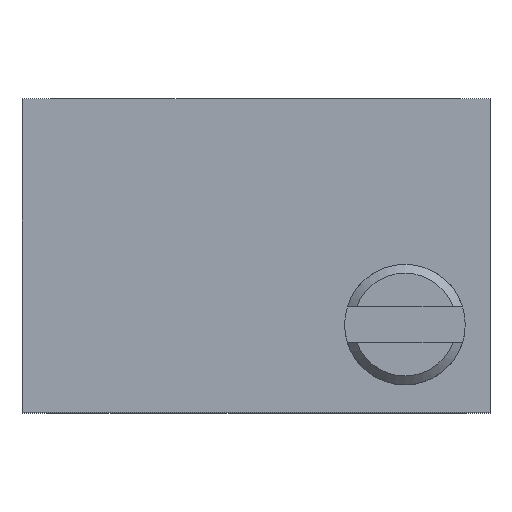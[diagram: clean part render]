
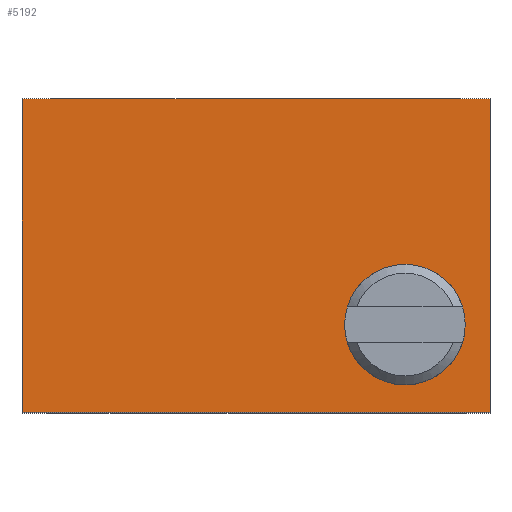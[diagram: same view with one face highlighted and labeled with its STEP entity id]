
A CAD part, top view. The second image highlights one B-rep face of the part: STEP entity #5192.
In plain terms, the highlighted free-form (B-spline) face has degree [1, 1] with [2, 2] control points.
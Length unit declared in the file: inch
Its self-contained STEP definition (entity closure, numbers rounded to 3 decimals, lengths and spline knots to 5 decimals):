
#92=DIRECTION('',(0.,-1.,0.));
#93=VECTOR('',#92,0.264);
#94=CARTESIAN_POINT('',(-0.224,0.132,0.177));
#95=LINE('',#94,#93);
#2173=DIRECTION('',(0.,-1.,0.));
#2174=VECTOR('',#2173,0.264);
#2175=CARTESIAN_POINT('',(-0.224,0.132,0.));
#2176=LINE('',#2175,#2174);
#2180=DIRECTION('',(0.,0.,1.));
#2181=VECTOR('',#2180,0.177);
#2182=CARTESIAN_POINT('',(-0.224,-0.132,0.));
#2183=LINE('',#2182,#2181);
#2187=DIRECTION('',(0.,0.,1.));
#2188=VECTOR('',#2187,0.177);
#2189=CARTESIAN_POINT('',(-0.224,0.132,0.));
#2190=LINE('',#2189,#2188);
#2194=CARTESIAN_POINT('',(-0.224,-0.084,0.0495));
#2195=DIRECTION('',(1.,0.,0.));
#2196=DIRECTION('',(0.,-1.,0.));
#2197=AXIS2_PLACEMENT_3D('',#2194,#2195,#2196);
#2202=CARTESIAN_POINT('',(-0.224,-0.084,0.0495));
#2203=DIRECTION('',(1.,0.,0.));
#2204=DIRECTION('',(0.,1.,0.));
#2205=AXIS2_PLACEMENT_3D('',#2202,#2203,#2204);
#2508=CARTESIAN_POINT('',(-0.224,-0.132,0.));
#2510=VERTEX_POINT('',#2508);
#2514=CARTESIAN_POINT('',(-0.224,0.132,0.));
#2515=VERTEX_POINT('',#2514);
#2516=CARTESIAN_POINT('',(-0.224,-0.132,0.177));
#2518=VERTEX_POINT('',#2516);
#2521=CARTESIAN_POINT('',(-0.224,0.132,0.177));
#2523=VERTEX_POINT('',#2521);
#2604=CARTESIAN_POINT('',(-0.224,-0.1085,0.0495));
#2605=CARTESIAN_POINT('',(-0.224,-0.0595,0.0495));
#2606=VERTEX_POINT('',#2604);
#2607=VERTEX_POINT('',#2605);
#5175=CARTESIAN_POINT('',(-0.224,0.13728,-0.00354));
#5176=CARTESIAN_POINT('',(-0.224,0.13728,0.18054));
#5177=CARTESIAN_POINT('',(-0.224,-0.13728,-0.00354));
#5178=CARTESIAN_POINT('',(-0.224,-0.13728,0.18054));
#5179=B_SPLINE_SURFACE_WITH_KNOTS('',1,1,((#5175,#5176),(#5177,#5178)),
.UNSPECIFIED.,.F.,.F.,.F.,(2,2),(2,2),(-0.00528,0.26928),(-0.00354,0.18054),
.UNSPECIFIED.);
#5180=ORIENTED_EDGE('',*,*,#5157,.F.);
#5181=ORIENTED_EDGE('',*,*,#5143,.T.);
#5182=ORIENTED_EDGE('',*,*,#2996,.T.);
#5183=ORIENTED_EDGE('',*,*,#5168,.F.);
#5184=EDGE_LOOP('',(#5180,#5181,#5182,#5183));
#5185=FACE_OUTER_BOUND('',#5184,.F.);
#5187=ORIENTED_EDGE('',*,*,#5186,.F.);
#5189=ORIENTED_EDGE('',*,*,#5188,.F.);
#5190=EDGE_LOOP('',(#5187,#5189));
#5191=FACE_BOUND('',#5190,.F.);
#5192=ADVANCED_FACE('',(#5185,#5191),#5179,.T.);
#2198=CIRCLE('',#2197,0.0245);
#2206=CIRCLE('',#2205,0.0245);
#2996=EDGE_CURVE('',#2523,#2518,#95,.T.);
#5143=EDGE_CURVE('',#2515,#2523,#2190,.T.);
#5157=EDGE_CURVE('',#2515,#2510,#2176,.T.);
#5168=EDGE_CURVE('',#2510,#2518,#2183,.T.);
#5186=EDGE_CURVE('',#2606,#2607,#2198,.T.);
#5188=EDGE_CURVE('',#2607,#2606,#2206,.T.);
